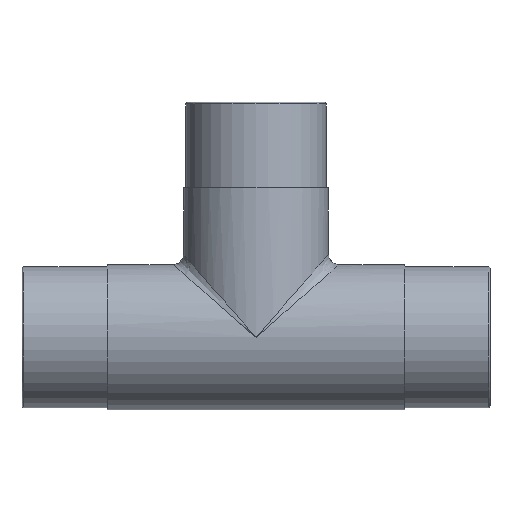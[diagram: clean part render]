
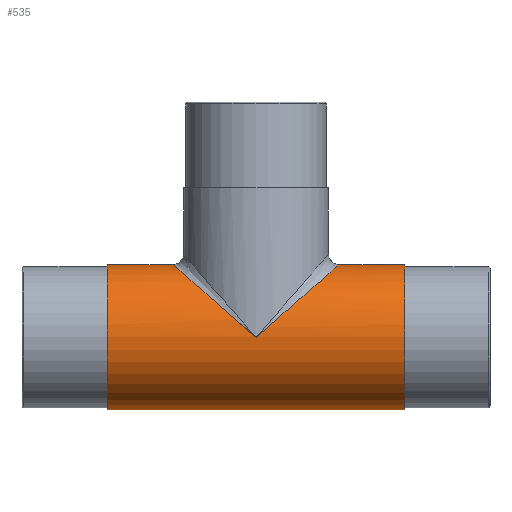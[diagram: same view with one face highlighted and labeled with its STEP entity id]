
A CAD part, front view. The second image highlights one B-rep face of the part: STEP entity #535.
In plain terms, the highlighted cylindrical face has radius 21.2 mm (diameter 42.4 mm), a partial arc.
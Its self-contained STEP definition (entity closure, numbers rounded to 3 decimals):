
#56 = EDGE_CURVE ( 'NONE', #1229, #1038, #781, .T. ) ;
#69 = CARTESIAN_POINT ( 'NONE',  ( -14.176, -21.2, 12.419 ) ) ;
#70 = DIRECTION ( 'NONE',  ( 1., 0., 0. ) ) ;
#83 = ORIENTED_EDGE ( 'NONE', *, *, #647, .F. ) ;
#92 = DIRECTION ( 'NONE',  ( 1., 0., 0. ) ) ;
#108 =( BOUNDED_CURVE ( )  B_SPLINE_CURVE ( 3, ( #1024, #69, #1241, #1337 ),
 .UNSPECIFIED., .F., .F. ) 
 B_SPLINE_CURVE_WITH_KNOTS ( ( 4, 4 ),
 ( 4.712, 6.283 ),
 .UNSPECIFIED. ) 
 CURVE ( )  GEOMETRIC_REPRESENTATION_ITEM ( )  RATIONAL_B_SPLINE_CURVE ( ( 1., 0.805, 0.805, 1. ) ) 
 REPRESENTATION_ITEM ( '' )  );
#110 = CARTESIAN_POINT ( 'NONE',  ( -43.5, 0., 21.2 ) ) ;
#130 = CARTESIAN_POINT ( 'NONE',  ( -24.2, 0., 21.2 ) ) ;
#147 = VECTOR ( 'NONE', #92, 1000. ) ;
#178 = LINE ( 'NONE', #1015, #147 ) ;
#187 = DIRECTION ( 'NONE',  ( 1., 0., 0. ) ) ;
#209 = CARTESIAN_POINT ( 'NONE',  ( -43.5, 0., 0. ) ) ;
#219 = CARTESIAN_POINT ( 'NONE',  ( 14.176, -21.2, 12.419 ) ) ;
#235 = EDGE_CURVE ( 'NONE', #1147, #739, #1080, .T. ) ;
#248 = EDGE_CURVE ( 'NONE', #738, #1147, #829, .T. ) ;
#267 = ORIENTED_EDGE ( 'NONE', *, *, #248, .T. ) ;
#361 = DIRECTION ( 'NONE',  ( 0., 0., -1. ) ) ;
#386 = CARTESIAN_POINT ( 'NONE',  ( -43.5, 0., -21.2 ) ) ;
#413 = EDGE_CURVE ( 'NONE', #940, #739, #716, .T. ) ;
#535 = ADVANCED_FACE ( 'NONE', ( #955 ), #1040, .T. ) ;
#545 = CARTESIAN_POINT ( 'NONE',  ( 43.5, 0., 21.2 ) ) ;
#586 = ORIENTED_EDGE ( 'NONE', *, *, #1304, .F. ) ;
#607 = DIRECTION ( 'NONE',  ( 0., 0., -1. ) ) ;
#647 = EDGE_CURVE ( 'NONE', #738, #1019, #1145, .T. ) ;
#666 = AXIS2_PLACEMENT_3D ( 'NONE', #1294, #883, #361 ) ;
#716 = CIRCLE ( 'NONE', #1349, 21.2 ) ;
#738 = VERTEX_POINT ( 'NONE', #110 ) ;
#739 = VERTEX_POINT ( 'NONE', #862 ) ;
#751 = CARTESIAN_POINT ( 'NONE',  ( 0., -21.2, 0. ) ) ;
#774 = DIRECTION ( 'NONE',  ( 1., 0., 0. ) ) ;
#781 =( BOUNDED_CURVE ( )  B_SPLINE_CURVE ( 3, ( #1070, #951, #219, #751 ),
 .UNSPECIFIED., .F., .F. ) 
 B_SPLINE_CURVE_WITH_KNOTS ( ( 4, 4 ),
 ( 0., 1.571 ),
 .UNSPECIFIED. ) 
 CURVE ( )  GEOMETRIC_REPRESENTATION_ITEM ( )  RATIONAL_B_SPLINE_CURVE ( ( 1., 0.805, 0.805, 1. ) ) 
 REPRESENTATION_ITEM ( '' )  );
#799 = AXIS2_PLACEMENT_3D ( 'NONE', #209, #187, #1270 ) ;
#829 = CIRCLE ( 'NONE', #666, 21.2 ) ;
#846 = EDGE_LOOP ( 'NONE', ( #83, #267, #1253, #1010, #586, #1332, #1011 ) ) ;
#862 = CARTESIAN_POINT ( 'NONE',  ( 43.5, 0., -21.2 ) ) ;
#883 = DIRECTION ( 'NONE',  ( 1., 0., 0. ) ) ;
#940 = VERTEX_POINT ( 'NONE', #545 ) ;
#949 = CARTESIAN_POINT ( 'NONE',  ( -43.5, 0., 21.2 ) ) ;
#951 = CARTESIAN_POINT ( 'NONE',  ( 24.2, -12.419, 21.2 ) ) ;
#955 = FACE_OUTER_BOUND ( 'NONE', #846, .T. ) ;
#1010 = ORIENTED_EDGE ( 'NONE', *, *, #413, .F. ) ;
#1011 = ORIENTED_EDGE ( 'NONE', *, *, #1312, .T. ) ;
#1015 = CARTESIAN_POINT ( 'NONE',  ( -43.5, 0., 21.2 ) ) ;
#1019 = VERTEX_POINT ( 'NONE', #130 ) ;
#1024 = CARTESIAN_POINT ( 'NONE',  ( 0., -21.2, 0. ) ) ;
#1038 = VERTEX_POINT ( 'NONE', #1310 ) ;
#1040 = CYLINDRICAL_SURFACE ( 'NONE', #799, 21.2 ) ;
#1070 = CARTESIAN_POINT ( 'NONE',  ( 24.2, 0., 21.2 ) ) ;
#1080 = LINE ( 'NONE', #1283, #1207 ) ;
#1123 = CARTESIAN_POINT ( 'NONE',  ( 43.5, 0., 0. ) ) ;
#1145 = LINE ( 'NONE', #949, #1280 ) ;
#1147 = VERTEX_POINT ( 'NONE', #386 ) ;
#1164 = DIRECTION ( 'NONE',  ( 1., 0., 0. ) ) ;
#1207 = VECTOR ( 'NONE', #774, 1000. ) ;
#1229 = VERTEX_POINT ( 'NONE', #1286 ) ;
#1241 = CARTESIAN_POINT ( 'NONE',  ( -24.2, -12.419, 21.2 ) ) ;
#1253 = ORIENTED_EDGE ( 'NONE', *, *, #235, .T. ) ;
#1270 = DIRECTION ( 'NONE',  ( 0., 0., -1. ) ) ;
#1280 = VECTOR ( 'NONE', #1164, 1000. ) ;
#1283 = CARTESIAN_POINT ( 'NONE',  ( -43.5, 0., -21.2 ) ) ;
#1286 = CARTESIAN_POINT ( 'NONE',  ( 24.2, 0., 21.2 ) ) ;
#1294 = CARTESIAN_POINT ( 'NONE',  ( -43.5, 0., 0. ) ) ;
#1304 = EDGE_CURVE ( 'NONE', #1229, #940, #178, .T. ) ;
#1310 = CARTESIAN_POINT ( 'NONE',  ( 0., -21.2, 0. ) ) ;
#1312 = EDGE_CURVE ( 'NONE', #1038, #1019, #108, .T. ) ;
#1332 = ORIENTED_EDGE ( 'NONE', *, *, #56, .T. ) ;
#1337 = CARTESIAN_POINT ( 'NONE',  ( -24.2, 0., 21.2 ) ) ;
#1349 = AXIS2_PLACEMENT_3D ( 'NONE', #1123, #70, #607 ) ;
